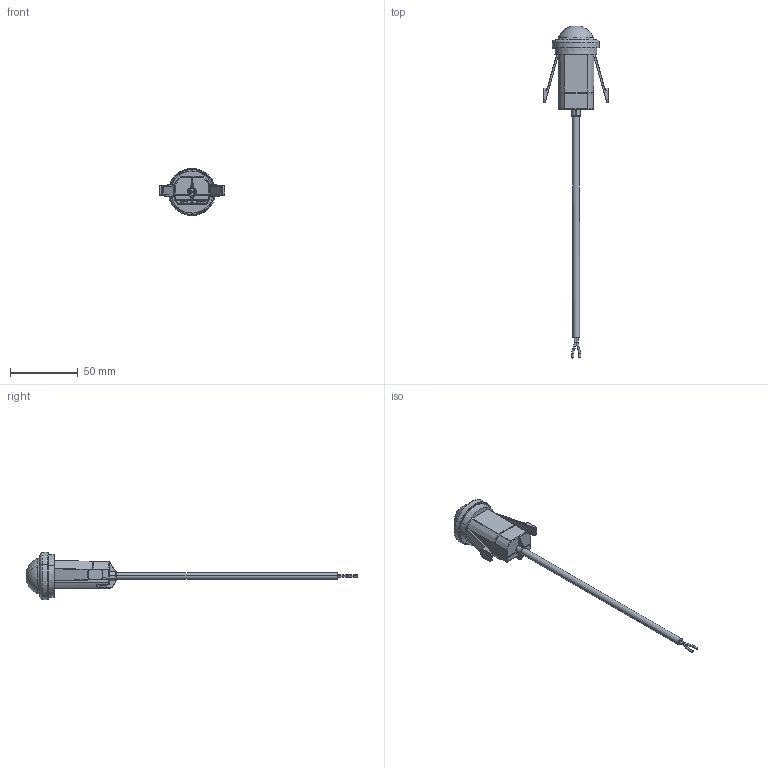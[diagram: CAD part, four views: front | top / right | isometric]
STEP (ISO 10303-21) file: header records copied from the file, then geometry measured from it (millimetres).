
FILE_DESCRIPTION(('CATIA V5 STEP'),'2;1');
FILE_NAME('ZG02285500_ASSY_08_MINI_BMS-KNX.stp','2024-07-02T13:27:32+00:00',('none'),('none'),'CATIA Version 5 Release 19 SP 3 (IN-10)','CATIA V5 STEP AP214','none');
FILE_SCHEMA(('AUTOMOTIVE_DESIGN { 1 0 10303 214 1 1 1 1 }'));
Products named in the file (9): ZG02285500_ASSY_08_MINI_BMS-KNX; OP00253600_C-SERIE_8_MINI_LENS; AS02253200_SAPP-WEC_08_MINI_KNX-BMS_HOUSING_WH_V01; AS02253300_SAPP-WEC_08_MINI_KNX-BMS_HOUSING-COVER_WH_V01; MT02252500_SAPP-WEC_08_MINI_SPACER-KNX_V01; SM02260600_SCREW_W1452-T10-10.9-3X10; YE020989_A00_KNX-STEP_2021-12-09_12-18-KABEL_AllCATPart; WI02260500_CABLE_300mm_2POL; AS00255300_C-SERIE_8_MINI_LENS-MASK
Assembly tree (9 placements, depth 2):
  ZG02285500_ASSY_08_MINI_BMS-KNX
    OP00253600_C-SERIE_8_MINI_LENS
    AS02253200_SAPP-WEC_08_MINI_KNX-BMS_HOUSING_WH_V01
    AS02253300_SAPP-WEC_08_MINI_KNX-BMS_HOUSING-COVER_WH_V01
    MT02252500_SAPP-WEC_08_MINI_SPACER-KNX_V01
    SM02260600_SCREW_W1452-T10-10.9-3X10  x2
    YE020989_A00_KNX-STEP_2021-12-09_12-18-KABEL_AllCATPart
    WI02260500_CABLE_300mm_2POL
    AS00255300_C-SERIE_8_MINI_LENS-MASK
Bounding box: 48.17 x 244.39 x 34.73 mm (x, y, z)
Volume: 17814.1 mm3; surface area: 28736.2 mm2
Topology: 121 solids, 321 shells, 3788 faces, 11334 edges, 7855 vertices
Faces by surface type: plane 2040, bspline 622, cylinder 575, sphere 251, cone 170, torus 130
Entity records: 126207 total; most frequent: CARTESIAN_POINT 43662, ORIENTED_EDGE 17887, DIRECTION 12063, EDGE_CURVE 9612, VERTEX_POINT 6520, VECTOR 4930, LINE 4930, AXIS2_PLACEMENT_3D 4208
